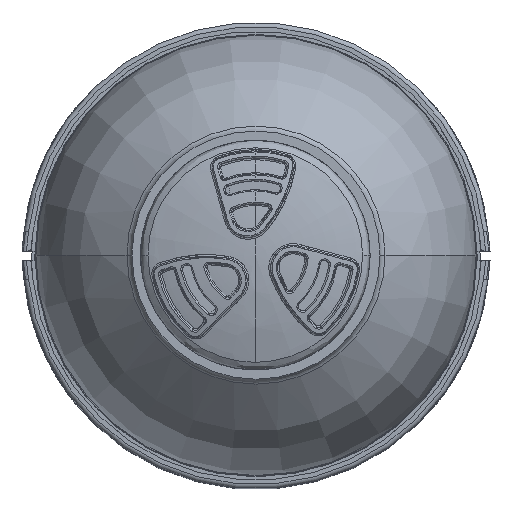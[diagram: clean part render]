
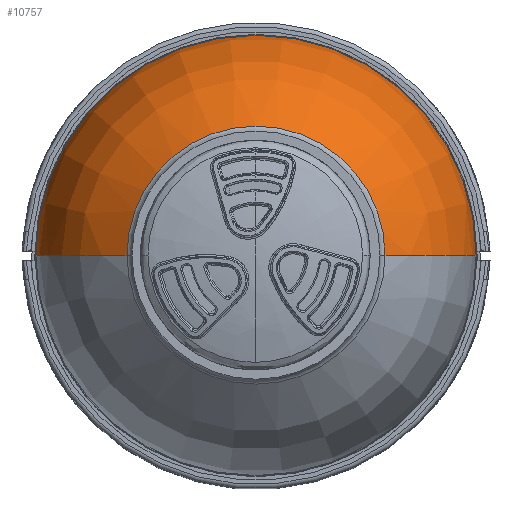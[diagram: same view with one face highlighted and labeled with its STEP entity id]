
A CAD part, top view. The second image highlights one B-rep face of the part: STEP entity #10757.
In plain terms, the highlighted toroidal (fillet/blend) face has major radius 3.498 mm and minor radius 28.175 mm.
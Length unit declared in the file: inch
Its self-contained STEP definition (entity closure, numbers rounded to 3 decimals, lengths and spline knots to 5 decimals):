
#6147 = VERTEX_POINT( '', #13001 );
#7235 = EDGE_CURVE( '', #10075, #9862, #14203, .T. );
#8557 = EDGE_CURVE( '', #9339, #10075, #15656, .T. );
#9315 = EDGE_CURVE( '', #6147, #9339, #16504, .T. );
#9339 = VERTEX_POINT( '', #16529 );
#9862 = VERTEX_POINT( '', #17114 );
#10075 = VERTEX_POINT( '', #17348 );
#10228 = EDGE_CURVE( '', #6147, #9862, #17523, .T. );
#10757 = ADVANCED_FACE( '', ( #18123 ), #18124, .T. );
#13001 = CARTESIAN_POINT( '', ( -15.03403, 26.2175, 4.77139 ) );
#14203 = CIRCLE( '', #29236, 1.10924 );
#15656 = CIRCLE( '', #34610, 1.24628 );
#16504 = CIRCLE( '', #37072, 1.10924 );
#16529 = CARTESIAN_POINT( '', ( -15.55012, 26.2175, 3.87235 ) );
#17114 = CARTESIAN_POINT( '', ( -13.57365, 26.2175, 4.77139 ) );
#17348 = CARTESIAN_POINT( '', ( -13.05757, 26.2175, 3.87235 ) );
#17523 = CIRCLE( '', #40359, 0.73019 );
#18123 = FACE_OUTER_BOUND( '', #42444, .T. );
#18124 = TOROIDAL_SURFACE( '', #42445, 0.13771, 1.10924 );
#29236 = AXIS2_PLACEMENT_3D( '', #46501, #46502, #46503 );
#34610 = AXIS2_PLACEMENT_3D( '', #48412, #48413, #48414 );
#37072 = AXIS2_PLACEMENT_3D( '', #49499, #49500, #49501 );
#40359 = AXIS2_PLACEMENT_3D( '', #50981, #50982, #50983 );
#42444 = EDGE_LOOP( '', ( #51730, #51731, #51732, #51733 ) );
#42445 = AXIS2_PLACEMENT_3D( '', #51734, #51735, #51736 );
#46501 = CARTESIAN_POINT( '', ( -14.16613, 26.2175, 3.83364 ) );
#46502 = DIRECTION( '', ( 0., -1., 0. ) );
#46503 = DIRECTION( '', ( 1., 0., 0. ) );
#48412 = CARTESIAN_POINT( '', ( -14.30384, 26.2175, 3.87235 ) );
#48413 = DIRECTION( '', ( 0., 0., -1. ) );
#48414 = DIRECTION( '', ( 1., 0., 0. ) );
#49499 = CARTESIAN_POINT( '', ( -14.44156, 26.2175, 3.83364 ) );
#49500 = DIRECTION( '', ( 0., -1., 0. ) );
#49501 = DIRECTION( '', ( -1., 0., 0. ) );
#50981 = CARTESIAN_POINT( '', ( -14.30384, 26.2175, 4.77139 ) );
#50982 = DIRECTION( '', ( 0., 0., -1. ) );
#50983 = DIRECTION( '', ( 1., 0., 0. ) );
#51730 = ORIENTED_EDGE( '', *, *, #9315, .F. );
#51731 = ORIENTED_EDGE( '', *, *, #10228, .T. );
#51732 = ORIENTED_EDGE( '', *, *, #7235, .F. );
#51733 = ORIENTED_EDGE( '', *, *, #8557, .F. );
#51734 = CARTESIAN_POINT( '', ( -14.30384, 26.2175, 3.83364 ) );
#51735 = DIRECTION( '', ( 0., 0., -1. ) );
#51736 = DIRECTION( '', ( -1., 0., 0. ) );
